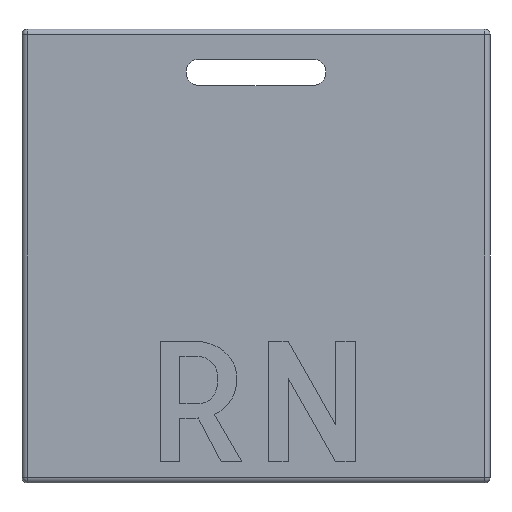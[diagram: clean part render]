
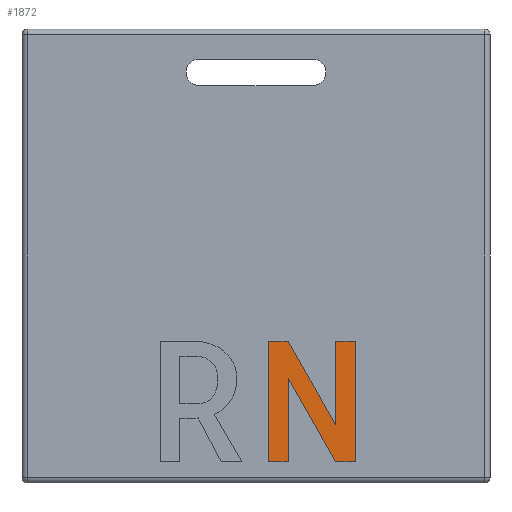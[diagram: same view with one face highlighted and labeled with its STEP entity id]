
A CAD part, front view. The second image highlights one B-rep face of the part: STEP entity #1872.
In plain terms, the highlighted planar face has unit normal (0, -1, 0).
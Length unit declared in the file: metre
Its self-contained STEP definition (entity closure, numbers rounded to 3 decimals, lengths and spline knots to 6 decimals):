
#204=ORIENTED_EDGE('',*,*,#730,.F.);
#205=ORIENTED_EDGE('',*,*,#734,.F.);
#206=ORIENTED_EDGE('',*,*,#737,.F.);
#207=ORIENTED_EDGE('',*,*,#740,.F.);
#208=ORIENTED_EDGE('',*,*,#743,.F.);
#209=ORIENTED_EDGE('',*,*,#746,.F.);
#210=ORIENTED_EDGE('',*,*,#749,.F.);
#211=ORIENTED_EDGE('',*,*,#752,.F.);
#212=ORIENTED_EDGE('',*,*,#755,.F.);
#213=ORIENTED_EDGE('',*,*,#757,.F.);
#730=EDGE_CURVE('',#1012,#1013,#1192,.T.);
#734=EDGE_CURVE('',#1015,#1012,#1196,.T.);
#737=EDGE_CURVE('',#1017,#1015,#1199,.T.);
#740=EDGE_CURVE('',#1019,#1017,#1202,.T.);
#743=EDGE_CURVE('',#1021,#1019,#1205,.T.);
#746=EDGE_CURVE('',#1023,#1021,#1208,.T.);
#749=EDGE_CURVE('',#1025,#1023,#1211,.T.);
#752=EDGE_CURVE('',#1027,#1025,#1214,.T.);
#755=EDGE_CURVE('',#1029,#1027,#1217,.T.);
#757=EDGE_CURVE('',#1013,#1029,#1219,.T.);
#1012=VERTEX_POINT('',#2544);
#1013=VERTEX_POINT('',#2546);
#1015=VERTEX_POINT('',#2552);
#1017=VERTEX_POINT('',#2558);
#1019=VERTEX_POINT('',#2564);
#1021=VERTEX_POINT('',#2570);
#1023=VERTEX_POINT('',#2576);
#1025=VERTEX_POINT('',#2582);
#1027=VERTEX_POINT('',#2588);
#1029=VERTEX_POINT('',#2594);
#1192=LINE('',#2545,#1382);
#1196=LINE('',#2553,#1386);
#1199=LINE('',#2559,#1389);
#1202=LINE('',#2565,#1392);
#1205=LINE('',#2571,#1395);
#1208=LINE('',#2577,#1398);
#1211=LINE('',#2583,#1401);
#1214=LINE('',#2589,#1404);
#1217=LINE('',#2595,#1407);
#1219=LINE('',#2598,#1409);
#1382=VECTOR('',#2134,1.);
#1386=VECTOR('',#2140,1.);
#1389=VECTOR('',#2145,1.);
#1392=VECTOR('',#2150,1.);
#1395=VECTOR('',#2155,1.);
#1398=VECTOR('',#2160,1.);
#1401=VECTOR('',#2165,1.);
#1404=VECTOR('',#2170,1.);
#1407=VECTOR('',#2175,1.);
#1409=VECTOR('',#2179,1.);
#1580=EDGE_LOOP('',(#204,#205,#206,#207,#208,#209,#210,#211,#212,#213));
#1698=FACE_BOUND('',#1580,.T.);
#1816=PLANE('',#2029);
#1872=ADVANCED_FACE('',(#1698),#1816,.T.);
#2029=AXIS2_PLACEMENT_3D('',#2599,#2180,#2181);
#2134=DIRECTION('',(0.,0.,-1.));
#2140=DIRECTION('',(1.,0.,0.));
#2145=DIRECTION('',(0.,0.,1.));
#2150=DIRECTION('',(0.494,0.,-0.869));
#2155=DIRECTION('',(1.,0.,0.));
#2160=DIRECTION('',(0.,0.,1.));
#2165=DIRECTION('',(-1.,0.,0.));
#2170=DIRECTION('',(0.,0.,-1.));
#2175=DIRECTION('',(-0.494,0.,0.869));
#2179=DIRECTION('',(-1.,0.,0.));
#2180=DIRECTION('',(0.,-1.,0.));
#2181=DIRECTION('',(1.,0.,0.));
#2544=CARTESIAN_POINT('',(0.017811,-0.004318,-0.015249));
#2545=CARTESIAN_POINT('',(0.017811,-0.004318,-0.02604));
#2546=CARTESIAN_POINT('',(0.017811,-0.004318,-0.03683));
#2552=CARTESIAN_POINT('',(0.014241,-0.004318,-0.015249));
#2553=CARTESIAN_POINT('',(0.016026,-0.004318,-0.015249));
#2558=CARTESIAN_POINT('',(0.014241,-0.004318,-0.030125));
#2559=CARTESIAN_POINT('',(0.014241,-0.004318,-0.022687));
#2564=CARTESIAN_POINT('',(0.005779,-0.004318,-0.015249));
#2565=CARTESIAN_POINT('',(0.01001,-0.004318,-0.022687));
#2570=CARTESIAN_POINT('',(0.002204,-0.004318,-0.015249));
#2571=CARTESIAN_POINT('',(0.003992,-0.004318,-0.015249));
#2576=CARTESIAN_POINT('',(0.002204,-0.004318,-0.03683));
#2577=CARTESIAN_POINT('',(0.002204,-0.004318,-0.02604));
#2582=CARTESIAN_POINT('',(0.005779,-0.004318,-0.03683));
#2583=CARTESIAN_POINT('',(0.003992,-0.004318,-0.03683));
#2588=CARTESIAN_POINT('',(0.005779,-0.004318,-0.021954));
#2589=CARTESIAN_POINT('',(0.005779,-0.004318,-0.029392));
#2594=CARTESIAN_POINT('',(0.014241,-0.004318,-0.03683));
#2595=CARTESIAN_POINT('',(0.01001,-0.004318,-0.029392));
#2598=CARTESIAN_POINT('',(0.016026,-0.004318,-0.03683));
#2599=CARTESIAN_POINT('',(0.,-0.004318,0.));
